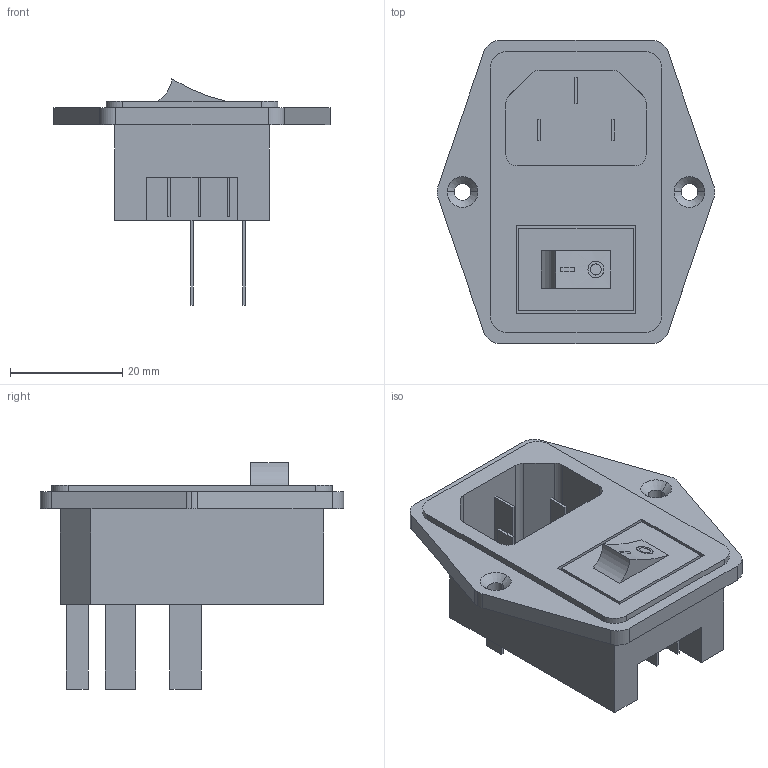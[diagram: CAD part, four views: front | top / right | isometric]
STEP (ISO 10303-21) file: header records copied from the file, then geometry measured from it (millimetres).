
FILE_DESCRIPTION (( 'STEP AP214' ), '1' );
FILE_NAME ('AC Input Connector and Switch.STEP', '2021-12-04T22:15:28', ( '' ), ( '' ), 'SwSTEP 2.0', 'SolidWorks 2020', '' );
FILE_SCHEMA (( 'AUTOMOTIVE_DESIGN' ));
Length unit declared in the file: millimetre
Products named in the file (1): AC Input Connector and Switch
Bounding box: 49.46 x 54 x 40.3 mm (x, y, z)
Volume: 21052.8 mm3; surface area: 10739.4 mm2
Topology: 2 solids, 2 shells, 119 faces, 298 edges, 200 vertices
Faces by surface type: plane 89, cylinder 26, cone 4
Entity records: 3903 total; most frequent: CARTESIAN_POINT 700, ORIENTED_EDGE 596, DIRECTION 586, EDGE_CURVE 298, VECTOR 242, LINE 242, VERTEX_POINT 200, AXIS2_PLACEMENT_3D 172
